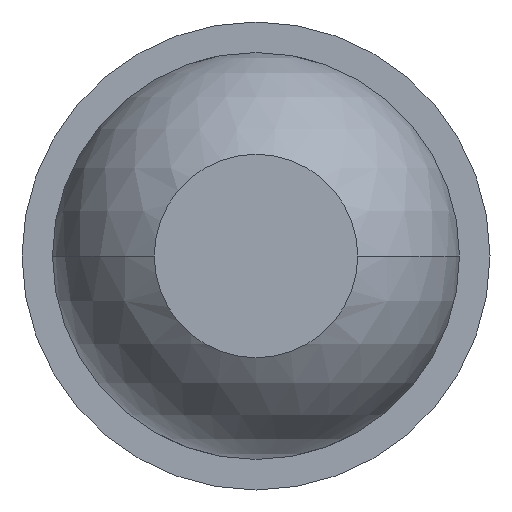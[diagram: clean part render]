
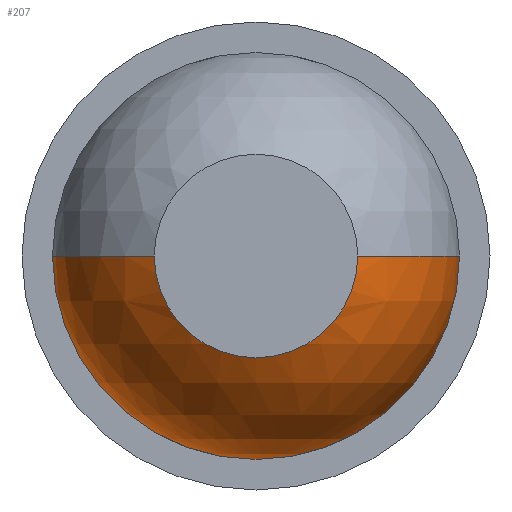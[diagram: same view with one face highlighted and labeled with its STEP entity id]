
A CAD part, front view. The second image highlights one B-rep face of the part: STEP entity #207.
In plain terms, the highlighted spherical face has radius 0.5 mm.
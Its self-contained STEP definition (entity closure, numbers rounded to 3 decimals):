
#28 = CARTESIAN_POINT ( 'NONE',  ( 0., -19.567, 0. ) ) ;
#207 = ADVANCED_FACE ( 'Defeature ausgef�hrt4_0', ( #2893 ), #2294, .T. ) ;
#253 = EDGE_LOOP ( 'NONE', ( #1770, #363, #2205, #2516, #355, #3855 ) ) ;
#287 = CARTESIAN_POINT ( 'NONE',  ( -0.25, -20., 0. ) ) ;
#355 = ORIENTED_EDGE ( 'NONE', *, *, #2794, .F. ) ;
#363 = ORIENTED_EDGE ( 'NONE', *, *, #3259, .T. ) ;
#497 = CARTESIAN_POINT ( 'NONE',  ( 0., -20., 0. ) ) ;
#551 = CARTESIAN_POINT ( 'NONE',  ( 0.5, -19.567, 0. ) ) ;
#562 = CIRCLE ( 'NONE', #1757, 0.5 ) ;
#564 = AXIS2_PLACEMENT_3D ( 'NONE', #2702, #3621, #2235 ) ;
#722 = CARTESIAN_POINT ( 'NONE',  ( 0., -19.567, -0.5 ) ) ;
#840 = EDGE_CURVE ( 'NONE', #2595, #1510, #3208, .T. ) ;
#913 = DIRECTION ( 'NONE',  ( 0., 0., -1. ) ) ;
#933 = CARTESIAN_POINT ( 'NONE',  ( 0., -19.567, 0. ) ) ;
#1007 = CARTESIAN_POINT ( 'NONE',  ( 0., -19.567, 0. ) ) ;
#1113 = EDGE_CURVE ( 'Defeature ausgef�hrt4_0+Defeature ausgef�hrt4_9+Defeature ausgef�hrt4_9+Defeature ausgef�hrt4_9', #2595, #2465, #3725, .T. ) ;
#1121 = AXIS2_PLACEMENT_3D ( 'NONE', #497, #3494, #3795 ) ;
#1214 = AXIS2_PLACEMENT_3D ( 'NONE', #1007, #3123, #3109 ) ;
#1333 = CARTESIAN_POINT ( 'NONE',  ( 0., -19.567, 0. ) ) ;
#1504 = EDGE_CURVE ( 'NONE', #2314, #3354, #562, .T. ) ;
#1510 = VERTEX_POINT ( 'NONE', #551 ) ;
#1757 = AXIS2_PLACEMENT_3D ( 'NONE', #28, #913, #3622 ) ;
#1770 = ORIENTED_EDGE ( 'NONE', *, *, #1113, .T. ) ;
#1792 = VERTEX_POINT ( 'NONE', #722 ) ;
#2071 = CARTESIAN_POINT ( 'NONE',  ( 0., -20., -0.25 ) ) ;
#2075 = CIRCLE ( 'NONE', #564, 0.5 ) ;
#2114 = CARTESIAN_POINT ( 'NONE',  ( 0., -20., 0. ) ) ;
#2205 = ORIENTED_EDGE ( 'NONE', *, *, #1504, .T. ) ;
#2235 = DIRECTION ( 'NONE',  ( 0., 0., 1. ) ) ;
#2294 = SPHERICAL_SURFACE ( 'NONE', #3083, 0.5 ) ;
#2298 = DIRECTION ( 'NONE',  ( 0., 0., 1. ) ) ;
#2314 = VERTEX_POINT ( 'NONE', #287 ) ;
#2322 = CIRCLE ( 'NONE', #1121, 0.25 ) ;
#2465 = VERTEX_POINT ( 'NONE', #2071 ) ;
#2516 = ORIENTED_EDGE ( 'NONE', *, *, #2989, .F. ) ;
#2595 = VERTEX_POINT ( 'NONE', #2997 ) ;
#2702 = CARTESIAN_POINT ( 'NONE',  ( 0., -19.567, 0. ) ) ;
#2794 = EDGE_CURVE ( 'Defeature ausgef�hrt4_2+Defeature ausgef�hrt4_0+Defeature ausgef�hrt4_0+Defeature ausgef�hrt4_0', #1510, #1792, #3676, .T. ) ;
#2855 = CARTESIAN_POINT ( 'NONE',  ( -0.5, -19.567, 0. ) ) ;
#2893 = FACE_OUTER_BOUND ( 'NONE', #253, .T. ) ;
#2955 = AXIS2_PLACEMENT_3D ( 'NONE', #2114, #3603, #2986 ) ;
#2986 = DIRECTION ( 'NONE',  ( 0., 0., 1. ) ) ;
#2989 = EDGE_CURVE ( 'Defeature ausgef�hrt4_2+Defeature ausgef�hrt4_0+Defeature ausgef�hrt4_0+Defeature ausgef�hrt4_0', #1792, #3354, #2075, .T. ) ;
#2997 = CARTESIAN_POINT ( 'NONE',  ( 0.25, -20., 0. ) ) ;
#3050 = DIRECTION ( 'NONE',  ( 1., 0., 0. ) ) ;
#3062 = DIRECTION ( 'NONE',  ( 0., 0., -1. ) ) ;
#3083 = AXIS2_PLACEMENT_3D ( 'NONE', #933, #3062, #3050 ) ;
#3109 = DIRECTION ( 'NONE',  ( 1., 0., 0. ) ) ;
#3123 = DIRECTION ( 'NONE',  ( 0., 0., 1. ) ) ;
#3208 = CIRCLE ( 'NONE', #1214, 0.5 ) ;
#3258 = AXIS2_PLACEMENT_3D ( 'NONE', #1333, #3497, #2298 ) ;
#3259 = EDGE_CURVE ( 'Defeature ausgef�hrt4_0+Defeature ausgef�hrt4_9+Defeature ausgef�hrt4_9+Defeature ausgef�hrt4_9', #2465, #2314, #2322, .T. ) ;
#3354 = VERTEX_POINT ( 'NONE', #2855 ) ;
#3494 = DIRECTION ( 'NONE',  ( 0., 1., 0. ) ) ;
#3497 = DIRECTION ( 'NONE',  ( 0., 1., 0. ) ) ;
#3603 = DIRECTION ( 'NONE',  ( 0., 1., 0. ) ) ;
#3621 = DIRECTION ( 'NONE',  ( 0., 1., 0. ) ) ;
#3622 = DIRECTION ( 'NONE',  ( -1., 0., 0. ) ) ;
#3676 = CIRCLE ( 'NONE', #3258, 0.5 ) ;
#3725 = CIRCLE ( 'NONE', #2955, 0.25 ) ;
#3795 = DIRECTION ( 'NONE',  ( 0., 0., 1. ) ) ;
#3855 = ORIENTED_EDGE ( 'NONE', *, *, #840, .F. ) ;
